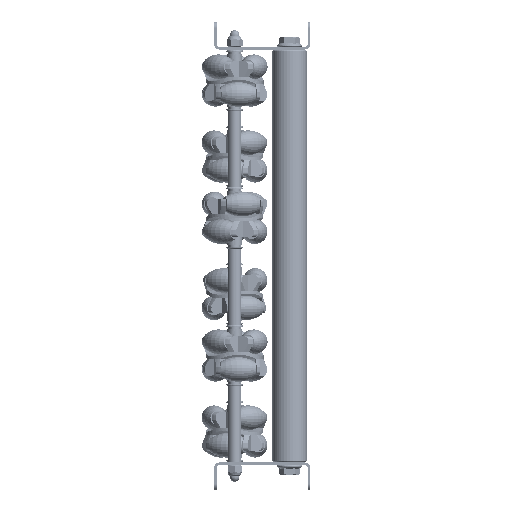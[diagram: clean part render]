
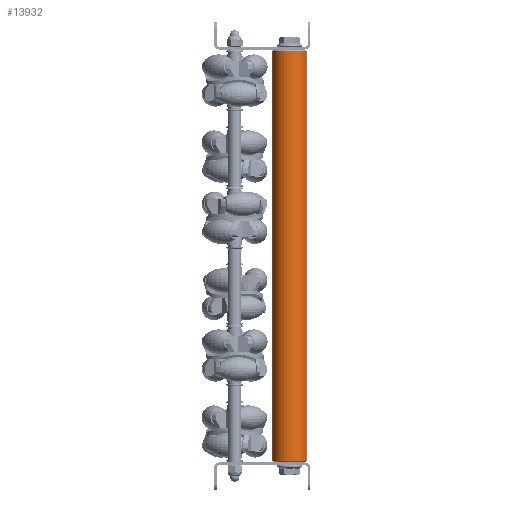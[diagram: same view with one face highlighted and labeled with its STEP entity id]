
A CAD part, left-side view. The second image highlights one B-rep face of the part: STEP entity #13932.
In plain terms, the highlighted cylindrical face has radius 12.5 mm (diameter 25 mm), a partial arc.
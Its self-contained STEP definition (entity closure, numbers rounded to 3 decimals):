
#862 = EDGE_CURVE ( 'NONE', #6607, #14243, #1379, .T. ) ;
#888 = CYLINDRICAL_SURFACE ( 'NONE', #6410, 12.5 ) ;
#1379 = LINE ( 'NONE', #4287, #11245 ) ;
#1775 = ORIENTED_EDGE ( 'NONE', *, *, #862, .T. ) ;
#2246 = ORIENTED_EDGE ( 'NONE', *, *, #12825, .T. ) ;
#3554 = CARTESIAN_POINT ( 'NONE',  ( 299., 0., 12.5 ) ) ;
#3590 = CARTESIAN_POINT ( 'NONE',  ( 299., 0., -12.5 ) ) ;
#3623 = DIRECTION ( 'NONE',  ( -1., 0., 0. ) ) ;
#4287 = CARTESIAN_POINT ( 'NONE',  ( 300., 0., 12.5 ) ) ;
#5872 = EDGE_CURVE ( 'NONE', #6394, #6607, #8426, .T. ) ;
#6141 = VERTEX_POINT ( 'NONE', #10534 ) ;
#6394 = VERTEX_POINT ( 'NONE', #3590 ) ;
#6410 = AXIS2_PLACEMENT_3D ( 'NONE', #8996, #3623, #16514 ) ;
#6607 = VERTEX_POINT ( 'NONE', #3554 ) ;
#6917 = DIRECTION ( 'NONE',  ( 1., 0., 0. ) ) ;
#6944 = EDGE_CURVE ( 'NONE', #6394, #6141, #10020, .T. ) ;
#7229 = CARTESIAN_POINT ( 'NONE',  ( 299., 0., 0. ) ) ;
#7384 = EDGE_LOOP ( 'NONE', ( #14626, #11496, #1775, #2246 ) ) ;
#7400 = DIRECTION ( 'NONE',  ( 0., 0., -1. ) ) ;
#8327 = VECTOR ( 'NONE', #12667, 1000. ) ;
#8371 = CARTESIAN_POINT ( 'NONE',  ( 1., 0., 12.5 ) ) ;
#8426 = CIRCLE ( 'NONE', #10618, 12.5 ) ;
#8996 = CARTESIAN_POINT ( 'NONE',  ( 300., 0., 0. ) ) ;
#9482 = DIRECTION ( 'NONE',  ( -1., 0., 0. ) ) ;
#9693 = CARTESIAN_POINT ( 'NONE',  ( 1., 0., 0. ) ) ;
#9929 = CARTESIAN_POINT ( 'NONE',  ( 300., 0., -12.5 ) ) ;
#10020 = LINE ( 'NONE', #9929, #8327 ) ;
#10534 = CARTESIAN_POINT ( 'NONE',  ( 1., 0., -12.5 ) ) ;
#10618 = AXIS2_PLACEMENT_3D ( 'NONE', #7229, #13613, #7400 ) ;
#10999 = AXIS2_PLACEMENT_3D ( 'NONE', #9693, #6917, #12107 ) ;
#11245 = VECTOR ( 'NONE', #9482, 1000. ) ;
#11496 = ORIENTED_EDGE ( 'NONE', *, *, #5872, .T. ) ;
#12107 = DIRECTION ( 'NONE',  ( 0., 0., -1. ) ) ;
#12599 = FACE_OUTER_BOUND ( 'NONE', #7384, .T. ) ;
#12667 = DIRECTION ( 'NONE',  ( -1., 0., 0. ) ) ;
#12825 = EDGE_CURVE ( 'NONE', #14243, #6141, #14249, .T. ) ;
#13613 = DIRECTION ( 'NONE',  ( -1., 0., 0. ) ) ;
#13932 = ADVANCED_FACE ( 'NONE', ( #12599 ), #888, .T. ) ;
#14243 = VERTEX_POINT ( 'NONE', #8371 ) ;
#14249 = CIRCLE ( 'NONE', #10999, 12.5 ) ;
#14626 = ORIENTED_EDGE ( 'NONE', *, *, #6944, .F. ) ;
#16514 = DIRECTION ( 'NONE',  ( 0., 0., 1. ) ) ;
